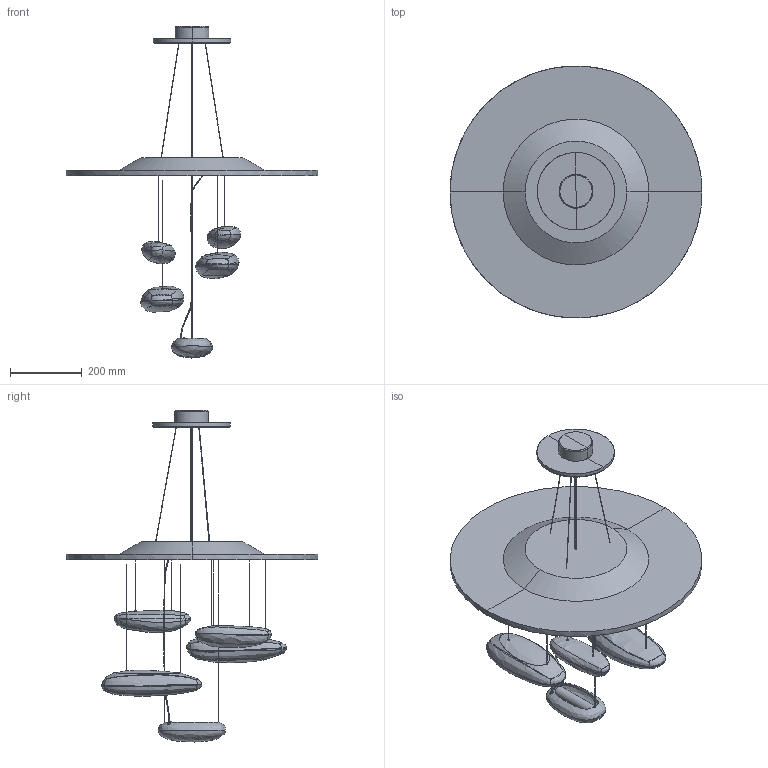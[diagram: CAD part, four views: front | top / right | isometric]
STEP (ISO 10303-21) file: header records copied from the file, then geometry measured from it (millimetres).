
FILE_DESCRIPTION(/* description */ (''),/* implementation_level */ '2;1');
FILE_NAME(/* name */ 'Mercury_mini_suspension',/* time_stamp */ '2023-07-17T12:14:58+02:00',/* author */ (''),/* organization */ (''),/* preprocessor_version */ 'ST-DEVELOPER v16.5',/* originating_system */ 'Rhino 7.27',/* authorisation */ '');
FILE_SCHEMA (('AUTOMOTIVE_DESIGN'));
Length unit declared in the file: millimetre
Products named in the file (5): Document; Blocco 11; Blocco 09; Blocco 08; Blocco 04
Assembly tree (4 placements, depth 2):
  Document
    Blocco 11
    Blocco 09
    Blocco 08
    Blocco 04
Bounding box: 700 x 699.32 x 922.49 mm (x, y, z)
Volume: 9972130.5 mm3; surface area: 1305271 mm2
Topology: 10 solids, 118 shells, 206 faces, 769 edges, 647 vertices
Faces by surface type: bspline 101, plane 62, cylinder 43
Entity records: 31526 total; most frequent: CARTESIAN_POINT 27220, ORIENTED_EDGE 916, EDGE_CURVE 734, VERTEX_POINT 645, B_SPLINE_CURVE_WITH_KNOTS 469, EDGE_LOOP 219, ADVANCED_FACE 206, FACE_OUTER_BOUND 206
